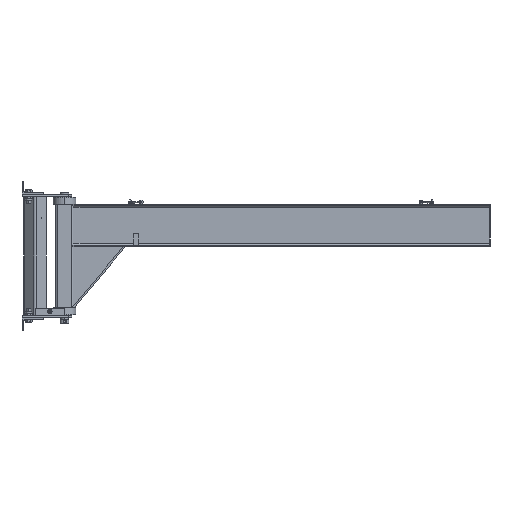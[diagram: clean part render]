
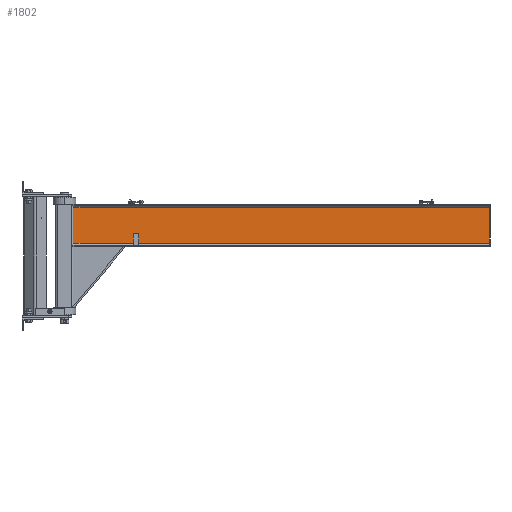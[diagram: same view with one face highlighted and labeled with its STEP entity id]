
A CAD part, front view. The second image highlights one B-rep face of the part: STEP entity #1802.
In plain terms, the highlighted planar face has unit normal (0, -1, 0).
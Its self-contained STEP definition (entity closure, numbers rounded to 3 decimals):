
#1802=ADVANCED_FACE('',(#4309),#4310,.T.);
#4309=FACE_OUTER_BOUND('',#8068,.T.);
#4310=PLANE('',#8069);
#8068=EDGE_LOOP('',(#12105,#12106,#12107,#12108));
#8069=AXIS2_PLACEMENT_3D('',#12109,#12110,#12111);
#12105=ORIENTED_EDGE('',*,*,#21087,.T.);
#12106=ORIENTED_EDGE('',*,*,#21088,.F.);
#12107=ORIENTED_EDGE('',*,*,#21089,.T.);
#12108=ORIENTED_EDGE('',*,*,#21090,.T.);
#12109=CARTESIAN_POINT('',(135.407,-556.859,2797.633));
#12110=DIRECTION('',(0.,-1.,0.));
#12111=DIRECTION('',(0.,0.,-1.));
#21087=EDGE_CURVE('',#24935,#24936,#24937,.T.);
#21088=EDGE_CURVE('',#24938,#24936,#24939,.T.);
#21089=EDGE_CURVE('',#24938,#24940,#24941,.T.);
#21090=EDGE_CURVE('',#24940,#24935,#24942,.T.);
#24935=VERTEX_POINT('',#30962);
#24936=VERTEX_POINT('',#30963);
#24937=LINE('',#30964,#30965);
#24938=VERTEX_POINT('',#30966);
#24939=LINE('',#30967,#30968);
#24940=VERTEX_POINT('',#30969);
#24941=LINE('',#30970,#30971);
#24942=LINE('',#30972,#30973);
#30962=CARTESIAN_POINT('',(3075.407,-556.859,2673.333));
#30963=CARTESIAN_POINT('',(3075.407,-556.859,2921.933));
#30964=CARTESIAN_POINT('',(3075.407,-556.859,2921.933));
#30965=VECTOR('',#42601,10.);
#30966=CARTESIAN_POINT('',(135.407,-556.859,2921.933));
#30967=CARTESIAN_POINT('',(135.407,-556.859,2921.933));
#30968=VECTOR('',#42602,10.);
#30969=CARTESIAN_POINT('',(135.407,-556.859,2673.333));
#30970=CARTESIAN_POINT('',(135.407,-556.859,2921.933));
#30971=VECTOR('',#42603,10.);
#30972=CARTESIAN_POINT('',(135.407,-556.859,2673.333));
#30973=VECTOR('',#42604,10.);
#42601=DIRECTION('',(0.,0.,1.));
#42602=DIRECTION('',(1.,0.,0.));
#42603=DIRECTION('',(0.,0.,-1.));
#42604=DIRECTION('',(1.,0.,0.));
